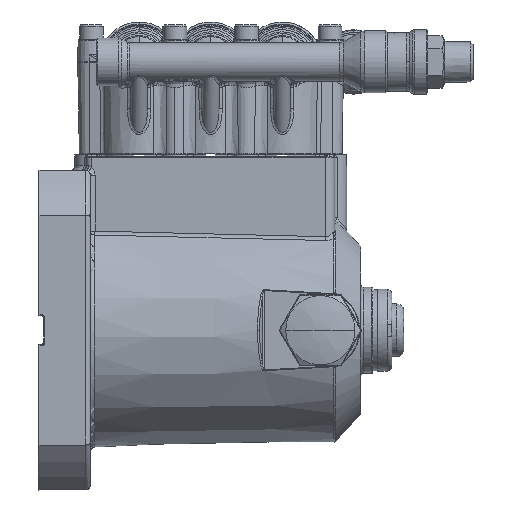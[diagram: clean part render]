
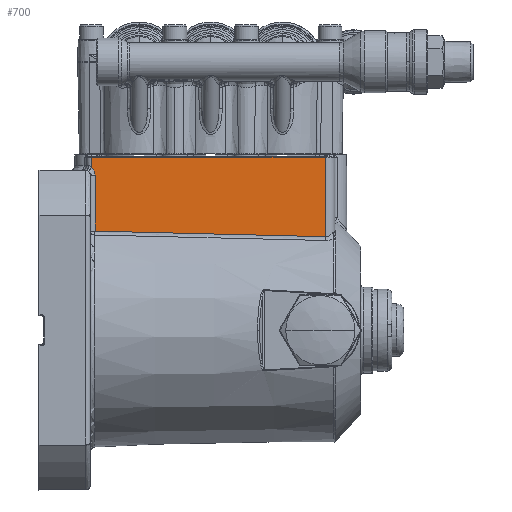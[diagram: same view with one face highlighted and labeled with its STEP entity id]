
A CAD part, front view. The second image highlights one B-rep face of the part: STEP entity #700.
In plain terms, the highlighted planar face has unit normal (0, -1, 0).
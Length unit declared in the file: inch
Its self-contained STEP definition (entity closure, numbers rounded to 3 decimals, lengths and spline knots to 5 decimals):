
#700 = ADVANCED_FACE ( 'NONE', ( #115048 ), #71232, .T. ) ;
#1370 = CARTESIAN_POINT ( 'NONE',  ( 0.9232, -1.08268, 2.58178 ) ) ;
#3640 = CARTESIAN_POINT ( 'NONE',  ( 0.925, -1.08268, 2.56289 ) ) ;
#4366 = VERTEX_POINT ( 'NONE', #114613 ) ;
#4400 = CARTESIAN_POINT ( 'NONE',  ( 0.92379, -1.08268, 2.57731 ) ) ;
#6703 = VERTEX_POINT ( 'NONE', #28231 ) ;
#11360 = CARTESIAN_POINT ( 'NONE',  ( 0.9042, -1.08268, 2.63771 ) ) ;
#14052 = VERTEX_POINT ( 'NONE', #89004 ) ;
#17028 = B_SPLINE_CURVE_WITH_KNOTS ( 'NONE', 3,
 ( #57461, #45934, #35914, #92743, #11360, #139608, #71225, #35170, #81974, #117274, #129572, #118028, #1370, #48203, #32901, #4400, #133400, #62760, #26668, #83486, #141882, #75027, #108027, #120320, #3640, #25909 ),
 .UNSPECIFIED., .F., .F.,
 ( 4, 2, 2, 1, 2, 2, 1, 1, 2, 2, 1, 1, 1, 2, 2, 4 ),
 ( 0., 0.25, 0.5, 0.625, 0.6875, 0.75, 0.8125, 0.84375, 0.85938, 0.875, 0.90625, 0.92187, 0.92969, 0.93359, 0.9375, 1. ),
 .UNSPECIFIED. ) ;
#20999 = ORIENTED_EDGE ( 'NONE', *, *, #80404, .T. ) ;
#22233 = DIRECTION ( 'NONE',  ( 0., 0., -1. ) ) ;
#22761 = EDGE_LOOP ( 'NONE', ( #20999, #119570, #142256, #89749, #33138, #56834 ) ) ;
#25909 = CARTESIAN_POINT ( 'NONE',  ( 0.9252, -1.08268, 2.55906 ) ) ;
#26668 = CARTESIAN_POINT ( 'NONE',  ( 0.92449, -1.08268, 2.57051 ) ) ;
#28142 = EDGE_CURVE ( 'NONE', #80691, #53118, #139707, .T. ) ;
#28231 = CARTESIAN_POINT ( 'NONE',  ( 4.72441, -1.08268, 2.85433 ) ) ;
#28471 = DIRECTION ( 'NONE',  ( 0., 0., -1. ) ) ;
#29973 = CARTESIAN_POINT ( 'NONE',  ( 0.86614, -1.08268, 2.19534 ) ) ;
#30381 = EDGE_CURVE ( 'NONE', #35678, #4366, #51542, .T. ) ;
#32901 = CARTESIAN_POINT ( 'NONE',  ( 0.9237, -1.08268, 2.5781 ) ) ;
#33138 = ORIENTED_EDGE ( 'NONE', *, *, #28142, .T. ) ;
#33756 = CARTESIAN_POINT ( 'NONE',  ( 3.49456, -1.08268, 1.57424 ) ) ;
#34922 = VECTOR ( 'NONE', #72468, 39.37008 ) ;
#35170 = CARTESIAN_POINT ( 'NONE',  ( 0.91787, -1.08268, 2.60535 ) ) ;
#35678 = VERTEX_POINT ( 'NONE', #122693 ) ;
#35914 = CARTESIAN_POINT ( 'NONE',  ( 0.8834, -1.08268, 2.66597 ) ) ;
#37027 = EDGE_CURVE ( 'NONE', #6703, #35678, #62477, .T. ) ;
#38743 = EDGE_CURVE ( 'NONE', #53118, #14052, #143533, .T. ) ;
#45934 = CARTESIAN_POINT ( 'NONE',  ( 0.87525, -1.08268, 2.67416 ) ) ;
#48203 = CARTESIAN_POINT ( 'NONE',  ( 0.9235, -1.08268, 2.57957 ) ) ;
#50854 = VECTOR ( 'NONE', #28471, 39.37008 ) ;
#51542 = LINE ( 'NONE', #29973, #50854 ) ;
#53118 = VERTEX_POINT ( 'NONE', #59088 ) ;
#56834 = ORIENTED_EDGE ( 'NONE', *, *, #38743, .T. ) ;
#57461 = CARTESIAN_POINT ( 'NONE',  ( 0.86614, -1.08268, 2.68148 ) ) ;
#57467 = DIRECTION ( 'NONE',  ( 0., 0., 1. ) ) ;
#58209 = DIRECTION ( 'NONE',  ( 0., -1., 0. ) ) ;
#59088 = CARTESIAN_POINT ( 'NONE',  ( 0.9252, -1.08268, 1.63602 ) ) ;
#62477 = LINE ( 'NONE', #144638, #34922 ) ;
#62760 = CARTESIAN_POINT ( 'NONE',  ( 0.92426, -1.08268, 2.5731 ) ) ;
#67592 = CARTESIAN_POINT ( 'NONE',  ( 2.22816, -1.08268, 1.60484 ) ) ;
#71225 = CARTESIAN_POINT ( 'NONE',  ( 0.9152, -1.08268, 2.61372 ) ) ;
#71232 = PLANE ( 'NONE',  #145468 ) ;
#72092 = CARTESIAN_POINT ( 'NONE',  ( 0.9252, -1.08268, 2.19534 ) ) ;
#72468 = DIRECTION ( 'NONE',  ( -1., 0., 0. ) ) ;
#75027 = CARTESIAN_POINT ( 'NONE',  ( 0.92466, -1.08268, 2.56823 ) ) ;
#80404 = EDGE_CURVE ( 'NONE', #14052, #6703, #94093, .T. ) ;
#80691 = VERTEX_POINT ( 'NONE', #148352 ) ;
#81132 = VECTOR ( 'NONE', #117853, 39.37008 ) ;
#81974 = CARTESIAN_POINT ( 'NONE',  ( 0.91949, -1.08268, 2.59971 ) ) ;
#83486 = CARTESIAN_POINT ( 'NONE',  ( 0.92459, -1.08268, 2.56919 ) ) ;
#89004 = CARTESIAN_POINT ( 'NONE',  ( 4.72441, -1.08268, 1.54421 ) ) ;
#89749 = ORIENTED_EDGE ( 'NONE', *, *, #120815, .T. ) ;
#92743 = CARTESIAN_POINT ( 'NONE',  ( 0.898, -1.08268, 2.64761 ) ) ;
#94093 = LINE ( 'NONE', #151704, #81132 ) ;
#101373 = CARTESIAN_POINT ( 'NONE',  ( 0.9252, -1.08268, 1.63602 ) ) ;
#108027 = CARTESIAN_POINT ( 'NONE',  ( 0.92468, -1.08268, 2.56797 ) ) ;
#111879 = VECTOR ( 'NONE', #22233, 39.37008 ) ;
#114395 = CARTESIAN_POINT ( 'NONE',  ( 4.72441, -1.08268, 1.54421 ) ) ;
#114613 = CARTESIAN_POINT ( 'NONE',  ( 0.86614, -1.08268, 2.68148 ) ) ;
#115048 = FACE_OUTER_BOUND ( 'NONE', #22761, .T. ) ;
#117274 = CARTESIAN_POINT ( 'NONE',  ( 0.92024, -1.08268, 2.59681 ) ) ;
#117853 = DIRECTION ( 'NONE',  ( 0., 0., 1. ) ) ;
#118028 = CARTESIAN_POINT ( 'NONE',  ( 0.92239, -1.08268, 2.58687 ) ) ;
#119570 = ORIENTED_EDGE ( 'NONE', *, *, #37027, .T. ) ;
#120320 = CARTESIAN_POINT ( 'NONE',  ( 0.92484, -1.08268, 2.56582 ) ) ;
#120815 = EDGE_CURVE ( 'NONE', #4366, #80691, #17028, .T. ) ;
#122693 = CARTESIAN_POINT ( 'NONE',  ( 0.86614, -1.08268, 2.85433 ) ) ;
#129572 = CARTESIAN_POINT ( 'NONE',  ( 0.92154, -1.08268, 2.59116 ) ) ;
#133400 = CARTESIAN_POINT ( 'NONE',  ( 0.92404, -1.08268, 2.57524 ) ) ;
#139608 = CARTESIAN_POINT ( 'NONE',  ( 0.91184, -1.08268, 2.62183 ) ) ;
#139707 = LINE ( 'NONE', #72092, #111879 ) ;
#141882 = CARTESIAN_POINT ( 'NONE',  ( 0.92464, -1.08268, 2.56862 ) ) ;
#142256 = ORIENTED_EDGE ( 'NONE', *, *, #30381, .T. ) ;
#143533 = B_SPLINE_CURVE_WITH_KNOTS ( 'NONE', 3,
 ( #101373, #67592, #33756, #114395 ),
 .UNSPECIFIED., .F., .F.,
 ( 4, 4 ),
 ( 0., 1. ),
 .UNSPECIFIED. ) ;
#144638 = CARTESIAN_POINT ( 'NONE',  ( 2.79528, -1.08268, 2.85433 ) ) ;
#145468 = AXIS2_PLACEMENT_3D ( 'NONE', #150408, #58209, #57467 ) ;
#148352 = CARTESIAN_POINT ( 'NONE',  ( 0.9252, -1.08268, 2.55906 ) ) ;
#150408 = CARTESIAN_POINT ( 'NONE',  ( 4.72441, -1.08268, 1.53635 ) ) ;
#151704 = CARTESIAN_POINT ( 'NONE',  ( 4.72441, -1.08268, 2.19513 ) ) ;
